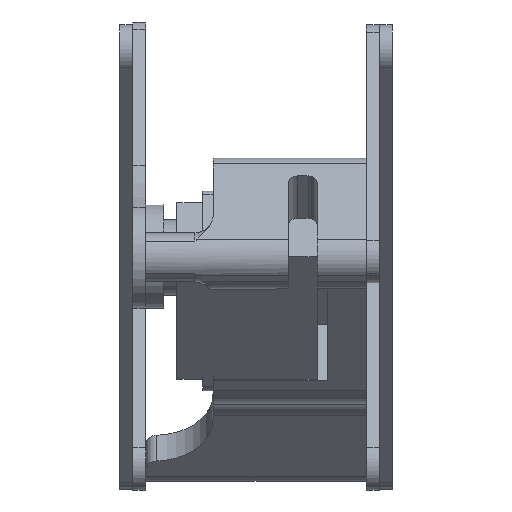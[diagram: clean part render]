
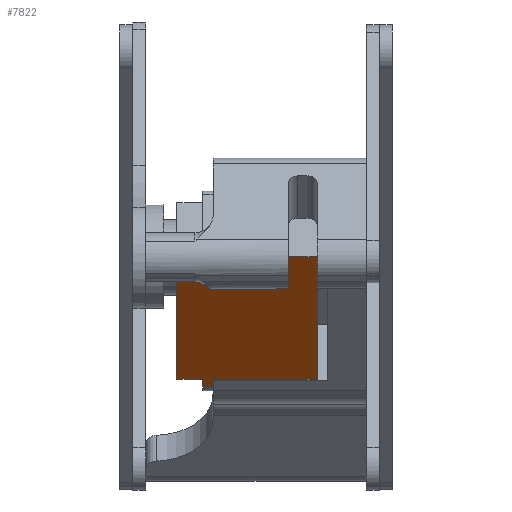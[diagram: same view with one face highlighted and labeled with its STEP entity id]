
A CAD part, front view. The second image highlights one B-rep face of the part: STEP entity #7822.
In plain terms, the highlighted planar face has unit normal (0, -0.707, -0.707).
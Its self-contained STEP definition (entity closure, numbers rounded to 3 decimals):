
#443=PLANE('',#8693);
#1042=FACE_OUTER_BOUND('',#1665,.T.);
#1665=EDGE_LOOP('',(#6892,#6893,#6894,#6895,#6896,#6897,#6898,#6899,#6900,
#6901,#6902,#6903));
#2248=LINE('',#13070,#2838);
#2249=LINE('',#13078,#2839);
#2257=LINE('',#13101,#2847);
#2258=LINE('',#13109,#2848);
#2262=LINE('',#13156,#2852);
#2263=LINE('',#13158,#2853);
#2264=LINE('',#13160,#2854);
#2265=LINE('',#13161,#2855);
#2266=LINE('',#13163,#2856);
#2267=LINE('',#13165,#2857);
#2268=LINE('',#13167,#2858);
#2269=LINE('',#13168,#2859);
#2838=VECTOR('',#10707,10.);
#2839=VECTOR('',#10716,10.);
#2847=VECTOR('',#10736,10.);
#2848=VECTOR('',#10745,10.);
#2852=VECTOR('',#10799,10.);
#2853=VECTOR('',#10800,10.);
#2854=VECTOR('',#10801,10.);
#2855=VECTOR('',#10802,10.);
#2856=VECTOR('',#10803,10.);
#2857=VECTOR('',#10804,10.);
#2858=VECTOR('',#10805,10.);
#2859=VECTOR('',#10806,10.);
#3990=VERTEX_POINT('',#13067);
#3991=VERTEX_POINT('',#13069);
#3994=VERTEX_POINT('',#13077);
#4002=VERTEX_POINT('',#13098);
#4003=VERTEX_POINT('',#13100);
#4006=VERTEX_POINT('',#13108);
#4024=VERTEX_POINT('',#13155);
#4025=VERTEX_POINT('',#13157);
#4026=VERTEX_POINT('',#13159);
#4027=VERTEX_POINT('',#13162);
#4028=VERTEX_POINT('',#13164);
#4029=VERTEX_POINT('',#13166);
#4972=EDGE_CURVE('',#3991,#3990,#2248,.T.);
#4976=EDGE_CURVE('',#3991,#3994,#2249,.T.);
#4987=EDGE_CURVE('',#4003,#4002,#2257,.F.);
#4991=EDGE_CURVE('',#4003,#4006,#2258,.T.);
#5013=EDGE_CURVE('',#3990,#4024,#2262,.T.);
#5014=EDGE_CURVE('',#4024,#4025,#2263,.T.);
#5015=EDGE_CURVE('',#4025,#4026,#2264,.T.);
#5016=EDGE_CURVE('',#4026,#4006,#2265,.T.);
#5017=EDGE_CURVE('',#4002,#4027,#2266,.T.);
#5018=EDGE_CURVE('',#4028,#4027,#2267,.T.);
#5019=EDGE_CURVE('',#4029,#4028,#2268,.T.);
#5020=EDGE_CURVE('',#4029,#3994,#2269,.F.);
#6892=ORIENTED_EDGE('',*,*,#4976,.F.);
#6893=ORIENTED_EDGE('',*,*,#4972,.T.);
#6894=ORIENTED_EDGE('',*,*,#5013,.T.);
#6895=ORIENTED_EDGE('',*,*,#5014,.T.);
#6896=ORIENTED_EDGE('',*,*,#5015,.T.);
#6897=ORIENTED_EDGE('',*,*,#5016,.T.);
#6898=ORIENTED_EDGE('',*,*,#4991,.F.);
#6899=ORIENTED_EDGE('',*,*,#4987,.T.);
#6900=ORIENTED_EDGE('',*,*,#5017,.T.);
#6901=ORIENTED_EDGE('',*,*,#5018,.F.);
#6902=ORIENTED_EDGE('',*,*,#5019,.F.);
#6903=ORIENTED_EDGE('',*,*,#5020,.T.);
#7822=ADVANCED_FACE('',(#1042),#443,.T.);
#8693=AXIS2_PLACEMENT_3D('',#13154,#10797,#10798);
#10707=DIRECTION('',(0.,-0.707,0.707));
#10716=DIRECTION('',(-1.,0.,0.));
#10736=DIRECTION('',(0.,-0.707,0.707));
#10745=DIRECTION('',(1.,0.,0.));
#10797=DIRECTION('center_axis',(0.,-0.707,-0.707));
#10798=DIRECTION('ref_axis',(1.,0.,0.));
#10799=DIRECTION('',(1.,0.,0.));
#10800=DIRECTION('',(0.,-0.707,0.707));
#10801=DIRECTION('',(-1.,0.,0.));
#10802=DIRECTION('',(0.,-0.707,0.707));
#10803=DIRECTION('',(-1.,0.,0.));
#10804=DIRECTION('',(0.,-0.707,0.707));
#10805=DIRECTION('',(-1.,0.,0.));
#10806=DIRECTION('',(0.,-0.707,0.707));
#13067=CARTESIAN_POINT('',(47.,-314.91,57.551));
#13069=CARTESIAN_POINT('',(47.,-311.905,54.545));
#13070=CARTESIAN_POINT('',(47.,-338.422,81.062));
#13077=CARTESIAN_POINT('',(43.,-311.905,54.545));
#13078=CARTESIAN_POINT('',(57.,-311.905,54.545));
#13098=CARTESIAN_POINT('',(43.,-361.933,104.573));
#13100=CARTESIAN_POINT('',(43.,-364.938,107.578));
#13101=CARTESIAN_POINT('',(43.,-350.266,92.906));
#13108=CARTESIAN_POINT('',(47.,-364.938,107.578));
#13109=CARTESIAN_POINT('',(77.,-364.938,107.578));
#13154=CARTESIAN_POINT('Origin',(67.,-338.422,81.062));
#13155=CARTESIAN_POINT('',(87.,-314.91,57.551));
#13156=CARTESIAN_POINT('',(57.,-314.91,57.551));
#13157=CARTESIAN_POINT('',(87.,-361.933,104.573));
#13158=CARTESIAN_POINT('',(87.,-326.578,69.218));
#13159=CARTESIAN_POINT('',(47.,-361.933,104.573));
#13160=CARTESIAN_POINT('',(77.,-361.933,104.573));
#13161=CARTESIAN_POINT('',(47.,-338.422,81.062));
#13162=CARTESIAN_POINT('',(33.,-361.933,104.573));
#13163=CARTESIAN_POINT('',(43.,-361.933,104.573));
#13164=CARTESIAN_POINT('',(33.,-314.91,57.551));
#13165=CARTESIAN_POINT('',(33.,-361.933,104.573));
#13166=CARTESIAN_POINT('',(43.,-314.91,57.551));
#13167=CARTESIAN_POINT('',(43.,-314.91,57.551));
#13168=CARTESIAN_POINT('',(43.,-350.266,92.906));
